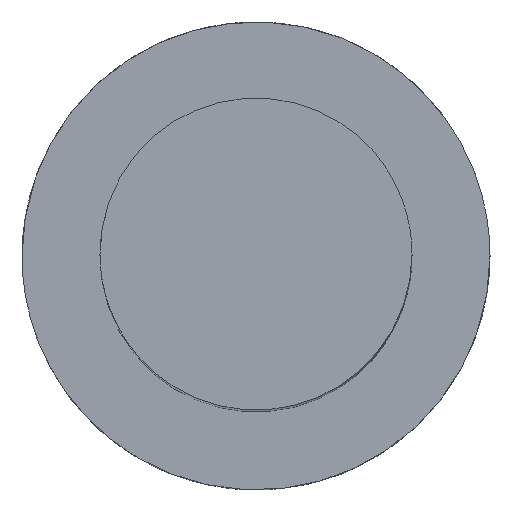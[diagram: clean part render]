
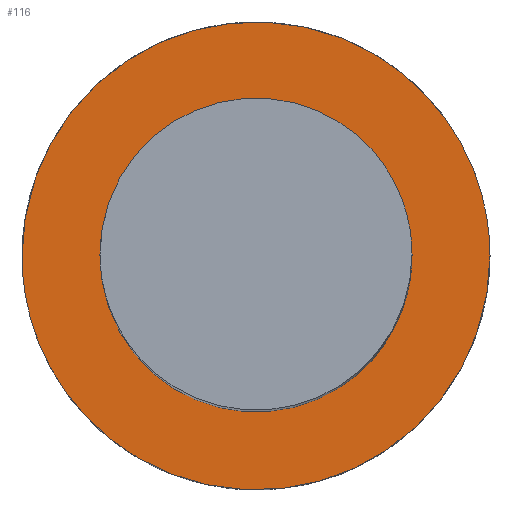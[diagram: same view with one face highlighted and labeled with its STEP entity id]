
A CAD part, top view. The second image highlights one B-rep face of the part: STEP entity #116.
In plain terms, the highlighted planar face has unit normal (0, 0, 1).
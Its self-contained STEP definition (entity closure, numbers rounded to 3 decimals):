
#19=CARTESIAN_POINT('#19',(7.5,0.0,3.0));
#20=VERTEX_POINT('#20',#19);
#21=CARTESIAN_POINT('#21',(-7.5,0.0,3.0));
#22=VERTEX_POINT('#22',#21);
#23=CARTESIAN_POINT('#23',(-5.,0.0,3.0));
#24=VERTEX_POINT('#24',#23);
#25=CARTESIAN_POINT('#25',(5.0,0.0,3.0));
#26=VERTEX_POINT('#26',#25);
#35=CARTESIAN_POINT('#35',(7.5,0.0,3.0));
#36=CARTESIAN_POINT('#36',(7.5,-15.,3.0));
#37=CARTESIAN_POINT('#37',(-7.5,-15.,3.0));
#38=CARTESIAN_POINT('#38',(-7.5,0.0,3.0));
#39=(BOUNDED_CURVE()B_SPLINE_CURVE(3,(#35,#36,#37,#38),.UNSPECIFIED.,.F.
,.F.)B_SPLINE_CURVE_WITH_KNOTS((4,4),(0.0,0.5),.UNSPECIFIED.)CURVE()
GEOMETRIC_REPRESENTATION_ITEM()RATIONAL_B_SPLINE_CURVE((1.0,
0.333,0.333,1.0))REPRESENTATION_ITEM('#39'));
#40=CARTESIAN_POINT('#40',(-7.5,0.0,3.0));
#41=CARTESIAN_POINT('#41',(-7.5,15.,3.0));
#42=CARTESIAN_POINT('#42',(7.5,15.,3.0));
#43=CARTESIAN_POINT('#43',(7.5,0.0,3.0));
#44=(BOUNDED_CURVE()B_SPLINE_CURVE(3,(#40,#41,#42,#43),.UNSPECIFIED.,.F.
,.F.)B_SPLINE_CURVE_WITH_KNOTS((4,4),(0.0,0.5),.UNSPECIFIED.)CURVE()
GEOMETRIC_REPRESENTATION_ITEM()RATIONAL_B_SPLINE_CURVE((1.0,
0.333,0.333,1.0))REPRESENTATION_ITEM('#44'));
#45=CARTESIAN_POINT('#45',(-5.,0.0,3.0));
#46=CARTESIAN_POINT('#46',(-5.,-10.,3.0));
#47=CARTESIAN_POINT('#47',(5.0,-10.,3.0));
#48=CARTESIAN_POINT('#48',(5.0,0.0,3.0));
#49=(BOUNDED_CURVE()B_SPLINE_CURVE(3,(#45,#46,#47,#48),.UNSPECIFIED.,.F.
,.F.)B_SPLINE_CURVE_WITH_KNOTS((4,4),(0.0,0.5),.UNSPECIFIED.)CURVE()
GEOMETRIC_REPRESENTATION_ITEM()RATIONAL_B_SPLINE_CURVE((1.0,
0.333,0.333,1.0))REPRESENTATION_ITEM('#49'));
#50=CARTESIAN_POINT('#50',(5.0,0.0,3.0));
#51=CARTESIAN_POINT('#51',(5.0,10.,3.0));
#52=CARTESIAN_POINT('#52',(-5.,10.,3.0));
#53=CARTESIAN_POINT('#53',(-5.,0.0,3.0));
#54=(BOUNDED_CURVE()B_SPLINE_CURVE(3,(#50,#51,#52,#53),.UNSPECIFIED.,.F.
,.F.)B_SPLINE_CURVE_WITH_KNOTS((4,4),(0.0,0.5),.UNSPECIFIED.)CURVE()
GEOMETRIC_REPRESENTATION_ITEM()RATIONAL_B_SPLINE_CURVE((1.0,
0.333,0.333,1.0))REPRESENTATION_ITEM('#54'));
#91=EDGE_CURVE('#91',#20,#22,#39,.T.);
#92=EDGE_CURVE('#92',#22,#20,#44,.T.);
#93=EDGE_CURVE('#93',#24,#26,#49,.T.);
#94=EDGE_CURVE('#94',#26,#24,#54,.T.);
#103=ORIENTED_EDGE('#103',*,*,#91,.F.);
#104=ORIENTED_EDGE('#104',*,*,#92,.F.);
#105=EDGE_LOOP('#105',(#103,#104));
#106=FACE_OUTER_BOUND('#106',#105,.T.);
#107=ORIENTED_EDGE('#107',*,*,#93,.F.);
#108=ORIENTED_EDGE('#108',*,*,#94,.F.);
#109=EDGE_LOOP('#109',(#107,#108));
#110=FACE_BOUND('#110',#109,.T.);
#111=CARTESIAN_POINT('#111',(0.0,0.0,3.0));
#112=DIRECTION('#112',(0.0,0.0,1.0));
#113=DIRECTION('#113',(1.0,0.0,0.0));
#114=AXIS2_PLACEMENT_3D('#114',#111,#112,#113);
#115=PLANE('#115',#114);
#116=ADVANCED_FACE('#116',(#106,#110),#115,.T.);
